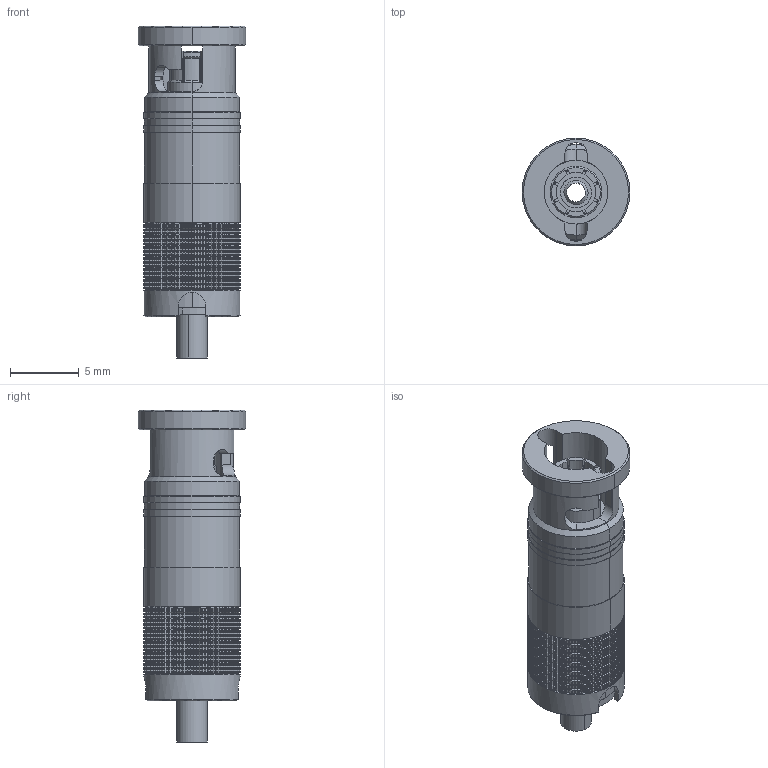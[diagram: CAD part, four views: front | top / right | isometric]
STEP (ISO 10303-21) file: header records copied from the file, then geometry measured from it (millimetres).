
FILE_DESCRIPTION (( 'STEP AP214' ), '1' );
FILE_NAME ('67-005-B3-HD.STEP', '2024-07-30T09:37:11', ( '' ), ( '' ), 'SwSTEP 2.0', 'SolidWorks 2023', '' );
FILE_SCHEMA (( 'AUTOMOTIVE_DESIGN' ));
Products named in the file (1): 67-005-B3-HD
Bounding box: 7.82 x 7.82 x 24.1 mm (x, y, z)
Surface area: 1159.1 mm2 (no closed solid volume)
Topology: 0 solids, 6 shells, 6366 faces, 13000 edges, 6637 vertices
Faces by surface type: cone 2536, plane 2525, cylinder 1305
Entity records: 164309 total; most frequent: CARTESIAN_POINT 41234, ORIENTED_EDGE 25907, DIRECTION 24705, EDGE_CURVE 13000, AXIS2_PLACEMENT_3D 10384, VERTEX_POINT 6637, EDGE_LOOP 6377, FACE_OUTER_BOUND 6366
